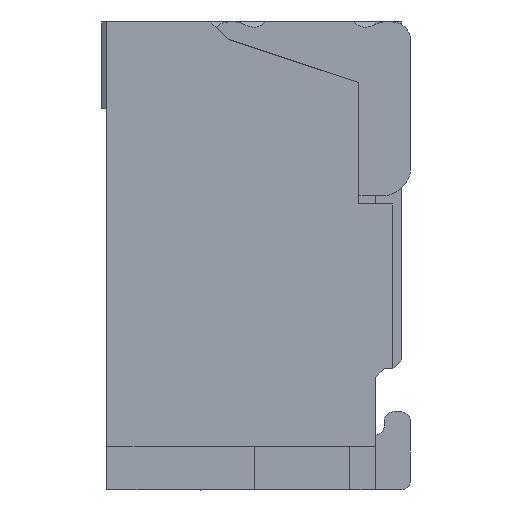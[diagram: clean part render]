
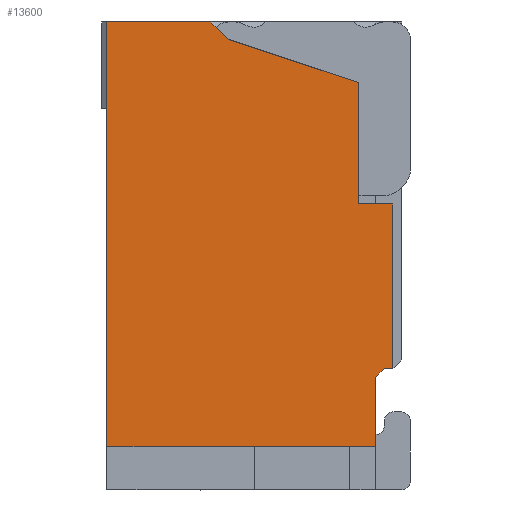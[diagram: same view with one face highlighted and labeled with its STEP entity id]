
A CAD part, left-side view. The second image highlights one B-rep face of the part: STEP entity #13600.
In plain terms, the highlighted planar face has unit normal (-1, 0, 0).
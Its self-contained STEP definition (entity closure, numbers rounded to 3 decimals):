
#11410=CARTESIAN_POINT('',(-17.5,0.05,1.65));
#11420=VERTEX_POINT('',#11410);
#11450=CARTESIAN_POINT('',(-17.5,0.25,1.65));
#11460=DIRECTION('',(0.,-1.,0.));
#11470=VECTOR('',#11460,0.2);
#11480=LINE('',#11450,#11470);
#11490=CARTESIAN_POINT('',(-17.5,0.25,1.65));
#11500=VERTEX_POINT('',#11490);
#11510=EDGE_CURVE('',#11500,#11420,#11480,.T.);
#12740=CARTESIAN_POINT('',(-17.5,0.049,2.701));
#12750=DIRECTION('',(-1.,0.,0.));
#12760=DIRECTION('',(0.,1.,0.));
#12770=AXIS2_PLACEMENT_3D('',#12740,#12750,#12760);
#12780=PLANE('',#12770);
#12790=CARTESIAN_POINT('',(-17.5,1.,2.6));
#12800=DIRECTION('',(0.,0.707,0.707));
#12810=VECTOR('',#12800,0.141);
#12820=LINE('',#12790,#12810);
#12830=CARTESIAN_POINT('',(-17.5,1.,2.6));
#12840=VERTEX_POINT('',#12830);
#12850=CARTESIAN_POINT('',(-17.5,1.1,2.7));
#12860=VERTEX_POINT('',#12850);
#12870=EDGE_CURVE('',#12840,#12860,#12820,.T.);
#12880=ORIENTED_EDGE('',*,*,#12870,.T.);
#12890=CARTESIAN_POINT('',(-17.5,0.25,2.35));
#12900=DIRECTION('',(0.,0.949,0.316));
#12910=VECTOR('',#12900,0.791);
#12920=LINE('',#12890,#12910);
#12930=CARTESIAN_POINT('',(-17.5,0.25,2.35));
#12940=VERTEX_POINT('',#12930);
#12950=EDGE_CURVE('',#12940,#12840,#12920,.T.);
#12960=ORIENTED_EDGE('',*,*,#12950,.T.);
#12970=CARTESIAN_POINT('',(-17.5,0.25,2.35));
#12980=DIRECTION('',(0.,0.,-1.));
#12990=VECTOR('',#12980,0.7);
#13000=LINE('',#12970,#12990);
#13010=EDGE_CURVE('',#12940,#11500,#13000,.T.);
#13020=ORIENTED_EDGE('',*,*,#13010,.F.);
#13030=ORIENTED_EDGE('',*,*,#11510,.F.);
#13040=CARTESIAN_POINT('',(-17.5,0.05,1.65));
#13050=DIRECTION('',(0.,0.,-1.));
#13060=VECTOR('',#13050,0.95);
#13070=LINE('',#13040,#13060);
#13080=CARTESIAN_POINT('',(-17.5,0.05,0.7));
#13090=VERTEX_POINT('',#13080);
#13100=EDGE_CURVE('',#11420,#13090,#13070,.T.);
#13110=ORIENTED_EDGE('',*,*,#13100,.F.);
#13120=CARTESIAN_POINT('',(-17.5,0.05,0.7));
#13130=DIRECTION('',(0.,1.,0.));
#13140=VECTOR('',#13130,0.05);
#13150=LINE('',#13120,#13140);
#13160=CARTESIAN_POINT('',(-17.5,0.1,0.7));
#13170=VERTEX_POINT('',#13160);
#13180=EDGE_CURVE('',#13090,#13170,#13150,.T.);
#13190=ORIENTED_EDGE('',*,*,#13180,.F.);
#13200=CARTESIAN_POINT('',(-17.5,0.15,0.65));
#13210=DIRECTION('',(0.,-0.707,0.707));
#13220=VECTOR('',#13210,0.071);
#13230=LINE('',#13200,#13220);
#13240=CARTESIAN_POINT('',(-17.5,0.15,0.65));
#13250=VERTEX_POINT('',#13240);
#13260=EDGE_CURVE('',#13250,#13170,#13230,.T.);
#13270=ORIENTED_EDGE('',*,*,#13260,.T.);
#13280=CARTESIAN_POINT('',(-17.5,0.15,0.));
#13290=DIRECTION('',(0.,0.,-1.));
#13300=VECTOR('',#13290,1.);
#13310=LINE('',#13280,#13300);
#13320=CARTESIAN_POINT('',(-17.5,0.15,0.25));
#13330=VERTEX_POINT('',#13320);
#13340=EDGE_CURVE('',#13250,#13330,#13310,.T.);
#13350=ORIENTED_EDGE('',*,*,#13340,.F.);
#13360=CARTESIAN_POINT('',(-17.5,0.,0.25));
#13370=DIRECTION('',(0.,-1.,0.));
#13380=VECTOR('',#13370,1.);
#13390=LINE('',#13360,#13380);
#13400=CARTESIAN_POINT('',(-17.5,1.7,0.25));
#13410=VERTEX_POINT('',#13400);
#13420=EDGE_CURVE('',#13410,#13330,#13390,.T.);
#13430=ORIENTED_EDGE('',*,*,#13420,.T.);
#13440=CARTESIAN_POINT('',(-17.5,1.7,0.));
#13450=DIRECTION('',(0.,0.,-1.));
#13460=VECTOR('',#13450,1.);
#13470=LINE('',#13440,#13460);
#13480=CARTESIAN_POINT('',(-17.5,1.7,2.7));
#13490=VERTEX_POINT('',#13480);
#13500=EDGE_CURVE('',#13490,#13410,#13470,.T.);
#13510=ORIENTED_EDGE('',*,*,#13500,.T.);
#13520=CARTESIAN_POINT('',(-17.5,1.7,2.7));
#13530=DIRECTION('',(0.,-1.,0.));
#13540=VECTOR('',#13530,0.6);
#13550=LINE('',#13520,#13540);
#13560=EDGE_CURVE('',#13490,#12860,#13550,.T.);
#13570=ORIENTED_EDGE('',*,*,#13560,.F.);
#13580=EDGE_LOOP('',(#13570,#13510,#13430,#13350,#13270,#13190,#13110,
#13030,#13020,#12960,#12880));
#13590=FACE_OUTER_BOUND('',#13580,.T.);
#13600=ADVANCED_FACE('',(#13590),#12780,.T.);
